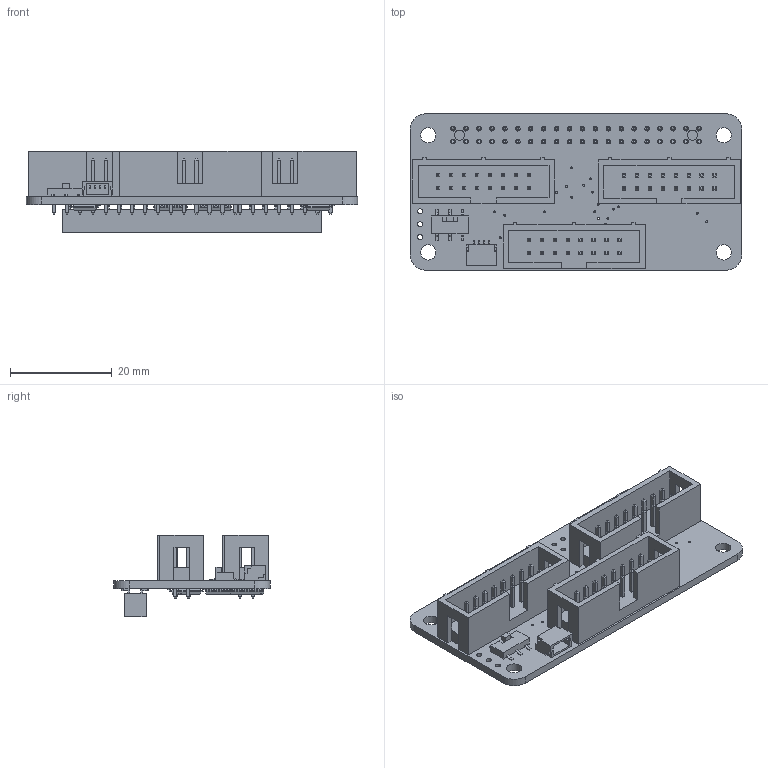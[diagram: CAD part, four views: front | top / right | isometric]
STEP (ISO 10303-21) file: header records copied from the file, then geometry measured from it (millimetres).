
FILE_DESCRIPTION(/* description */ (''),/* implementation_level */ '2;1');
FILE_NAME(/* name */ 'PCB Component.step',/* time_stamp */ '2025-07-09T12:53:52-04:00',/* author */ (''),/* organization */ (''),/* preprocessor_version */ 'ST-DEVELOPER v20.1',/* originating_system */ 'Autodesk Translation Framework v14.10.0.0',/* authorisation */ '');
FILE_SCHEMA (('AUTOMOTIVE_DESIGN { 1 0 10303 214 3 1 1 }'));
Length unit declared in the file: millimetre
Products named in the file (7): PCB Component; Board; RASPBERRYPI_BPLUS_2X20_THMSMT; 74AHCT245; 2x8 IDC; SPDT; STEMMA_I2C_QT
Assembly tree (11 placements, depth 2):
  PCB Component
    Board
    RASPBERRYPI_BPLUS_2X20_THMSMT
    74AHCT245  x4
    2x8 IDC  x3
    SPDT
    STEMMA_I2C_QT
Bounding box: 65 x 30.7 x 16.01 mm (x, y, z)
Volume: 7347.4 mm3; surface area: 12245.8 mm2
Topology: 138 solids, 138 shells, 3312 faces, 8071 edges, 5130 vertices
Faces by surface type: plane 2809, cylinder 501, cone 2
Full cylindrical faces by diameter (mm): 0.394 x32, 0.45 x4, 0.8 x2, 0.9 x40, 1 x53, 2 x2, 3 x4
Entity records: 52328 total; most frequent: CARTESIAN_POINT 8860, ORIENTED_EDGE 8660, DIRECTION 8444, EDGE_CURVE 4330, LINE 3812, VECTOR 3812, VERTEX_POINT 2732, AXIS2_PLACEMENT_3D 2316
